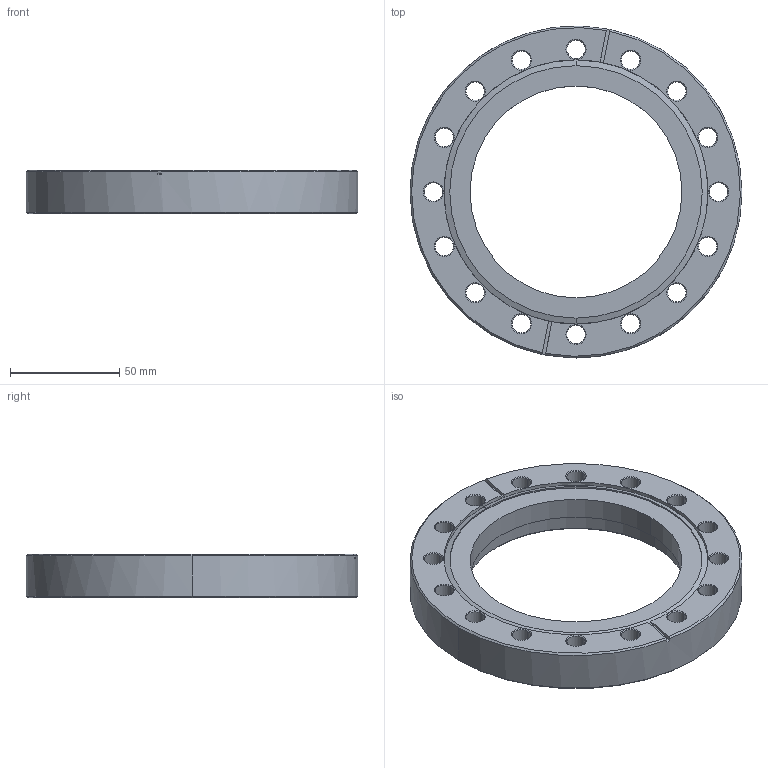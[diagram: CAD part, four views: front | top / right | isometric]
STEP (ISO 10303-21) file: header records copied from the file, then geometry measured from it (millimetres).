
FILE_DESCRIPTION (( 'STEP AP203' ), '1' );
FILE_NAME ('1112311 REV 1.STEP', '2017-03-03T23:29:13', ( '' ), ( '' ), 'SwSTEP 2.0', 'SolidWorks 2016', '' );
FILE_SCHEMA (( 'CONFIG_CONTROL_DESIGN' ));
Length unit declared in the file: inch
Products named in the file (1): 1112311 REV 1
Bounding box: 151.64 x 151.64 x 19.81 mm (x, y, z)
Volume: 181903.5 mm3; surface area: 43460.6 mm2
Topology: 1 solids, 1 shells, 126 faces, 296 edges, 173 vertices
Faces by surface type: cone 71, cylinder 38, plane 11, bspline 6
Entity records: 3897 total; most frequent: CARTESIAN_POINT 803, DIRECTION 681, ORIENTED_EDGE 592, EDGE_CURVE 296, AXIS2_PLACEMENT_3D 276, VERTEX_POINT 173, EDGE_LOOP 161, CIRCLE 155
